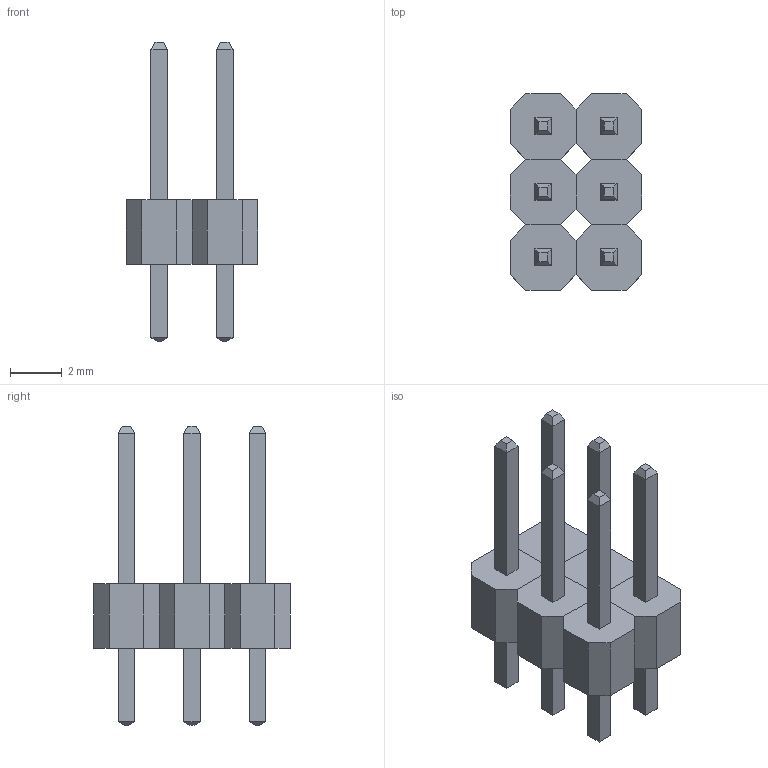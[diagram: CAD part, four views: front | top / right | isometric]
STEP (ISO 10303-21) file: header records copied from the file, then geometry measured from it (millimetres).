
FILE_DESCRIPTION (( 'STEP AP214' ), '1' );
FILE_NAME ('PLD6.STEP', '2022-08-26T08:06:41', ( '' ), ( '' ), 'SwSTEP 2.0', 'SolidWorks 2019', '' );
FILE_SCHEMA (( 'AUTOMOTIVE_DESIGN' ));
Length unit declared in the file: millimetre
Products named in the file (1): PLD6
Bounding box: 5.08 x 7.62 x 11.6 mm (x, y, z)
Volume: 107.8 mm3; surface area: 335.5 mm2
Topology: 6 solids, 6 shells, 168 faces, 384 edges, 240 vertices
Faces by surface type: plane 168
Entity records: 6491 total; most frequent: CARTESIAN_POINT 793, ORIENTED_EDGE 768, DIRECTION 722, EDGE_CURVE 384, LINE 384, VECTOR 384, VERTEX_POINT 240, EDGE_LOOP 180
